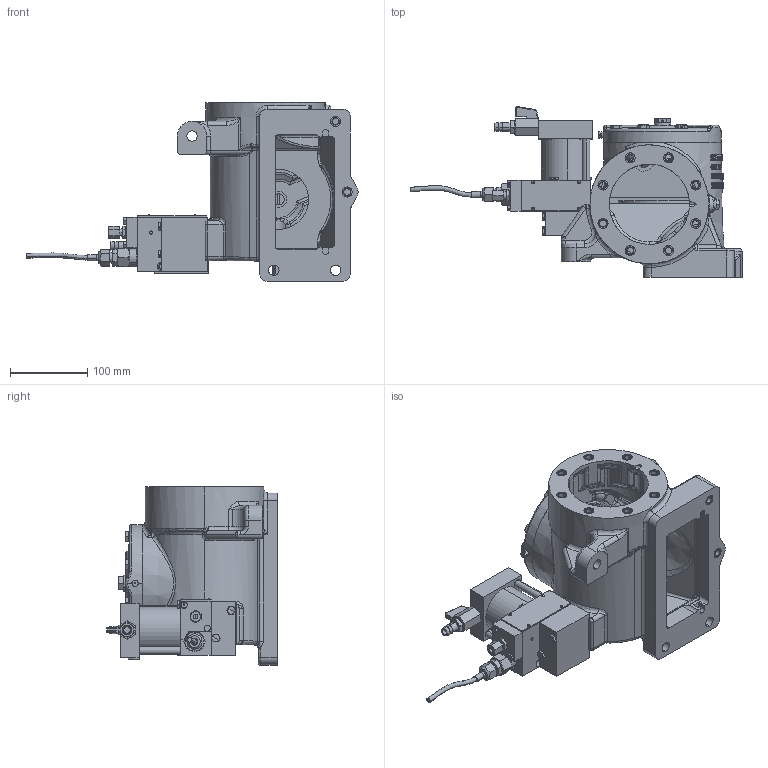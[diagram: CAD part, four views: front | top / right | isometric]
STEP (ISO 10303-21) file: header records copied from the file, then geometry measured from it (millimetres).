
FILE_DESCRIPTION (( 'STEP AP214' ), '1' );
FILE_NAME ('GL80SE_252539.STEP', '2013-09-18T08:42:22', ( 'Admin2' ), ( '' ), 'SwSTEP 2.0', 'SolidWorks 2010', '' );
FILE_SCHEMA (( 'AUTOMOTIVE_DESIGN' ));
Length unit declared in the file: millimetre
Products named in the file (1): GL80SE_252539
Bounding box: 430.11 x 221.44 x 231 mm (x, y, z)
Surface area: 411513.3 mm2 (no closed solid volume)
Topology: 0 solids, 71 shells, 1711 faces, 5330 edges, 3511 vertices
Faces by surface type: plane 583, bspline 474, cylinder 333, cone 187, torus 97, sphere 37
Entity records: 105203 total; most frequent: CARTESIAN_POINT 44126, ORIENTED_EDGE 8874, DIRECTION 7596, EDGE_CURVE 5265, VERTEX_POINT 3511, AXIS2_PLACEMENT_3D 2805, LINE 1986, VECTOR 1986
